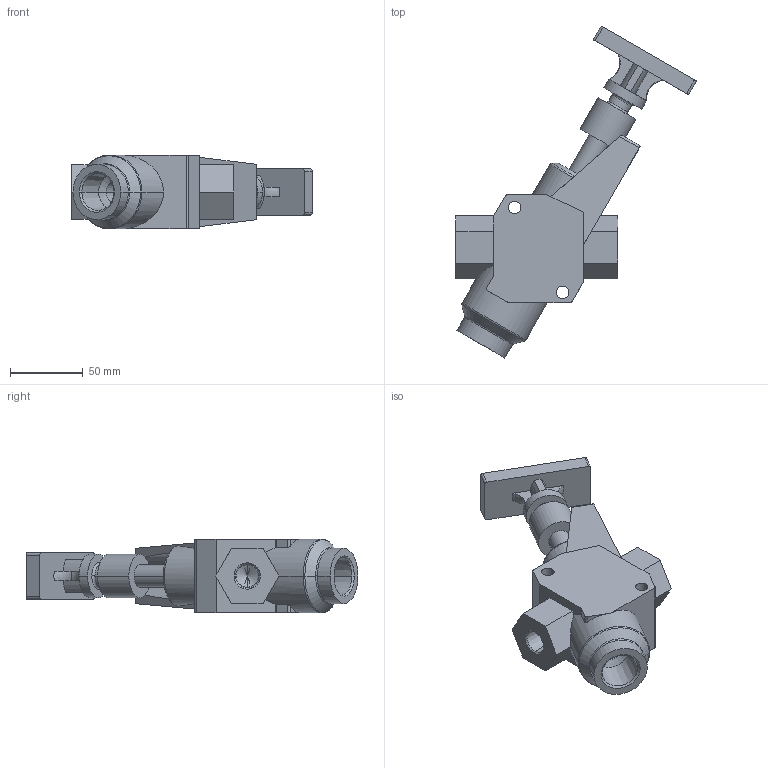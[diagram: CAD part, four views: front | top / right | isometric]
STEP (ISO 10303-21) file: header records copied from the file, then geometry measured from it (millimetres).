
FILE_DESCRIPTION (( 'STEP AP214' ), '1' );
FILE_NAME ('SLV-38N34N.step', '2017-07-18T20:11:35', ( '' ), ( '' ), 'SwSTEP 2.0', 'SolidWorks 2017', '' );
FILE_SCHEMA (( 'AUTOMOTIVE_DESIGN' ));
Length unit declared in the file: inch
Products named in the file (3): SLV-38N34N_HANDLE; SLV-38N34N_BODY; SLV-38N34N
Assembly tree (2 placements, depth 2):
  SLV-38N34N
    SLV-38N34N_BODY
    SLV-38N34N_HANDLE
Bounding box: 165.72 x 228.6 x 50.8 mm (x, y, z)
Volume: 444035.3 mm3; surface area: 70711.3 mm2
Topology: 2 solids, 2 shells, 131 faces, 332 edges, 207 vertices
Faces by surface type: plane 57, cylinder 40, cone 21, torus 13
Entity records: 5964 total; most frequent: CARTESIAN_POINT 1082, ORIENTED_EDGE 656, DIRECTION 626, EDGE_CURVE 328, AXIS2_PLACEMENT_3D 243, VERTEX_POINT 207, EDGE_LOOP 143, LINE 140
